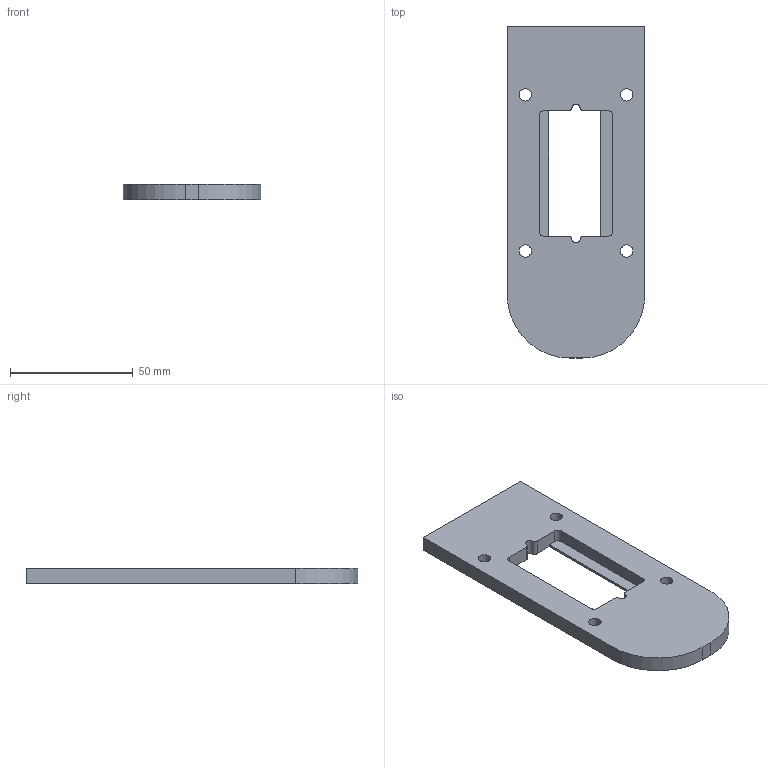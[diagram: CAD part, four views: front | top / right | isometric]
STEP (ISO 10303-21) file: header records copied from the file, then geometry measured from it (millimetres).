
FILE_DESCRIPTION(/* description */ (''),/* implementation_level */ '2;1');
FILE_NAME(/* name */ 'DROK BW-LY6 v3 Top - CUTOUT.step',/* time_stamp */ '2018-06-12T08:54:00-04:00',/* author */ (''),/* organization */ (''),/* preprocessor_version */ 'ST-DEVELOPER v17',/* originating_system */ 'Autodesk Translation Framework v7.1.0.215',/* authorisation */ '');
FILE_SCHEMA (('AUTOMOTIVE_DESIGN { 1 0 10303 214 3 1 1 }'));
Length unit declared in the file: millimetre
Products named in the file (1): DROK BW-LY6 v3 Top - CUTOUT
Bounding box: 55.88 x 135 x 6.35 mm (x, y, z)
Volume: 36296.1 mm3; surface area: 15911.2 mm2
Topology: 1 solids, 1 shells, 32 faces, 98 edges, 68 vertices
Faces by surface type: cylinder 16, plane 16
Full cylindrical faces by diameter (mm): 5 x4
Entity records: 1179 total; most frequent: DIRECTION 204, CARTESIAN_POINT 199, ORIENTED_EDGE 196, EDGE_CURVE 98, AXIS2_PLACEMENT_3D 73, VERTEX_POINT 68, LINE 58, VECTOR 58
